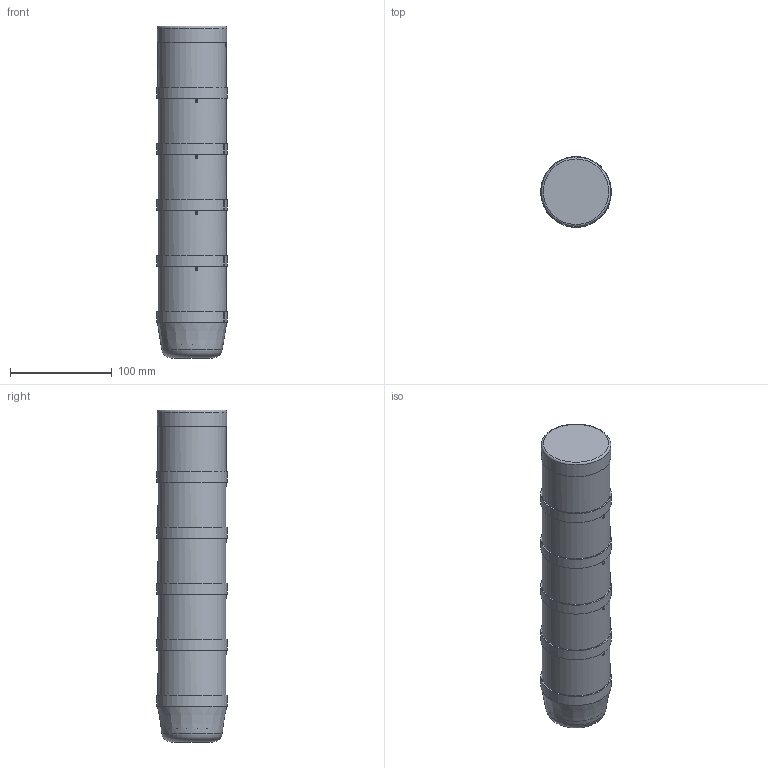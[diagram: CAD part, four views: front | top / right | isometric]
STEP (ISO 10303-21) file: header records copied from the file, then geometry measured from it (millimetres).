
FILE_DESCRIPTION((''),'2;1');
FILE_NAME('127431.stp','2019-10-01T08:45:35',('e.eickhoff'),(''),'Autodesk Inventor 2012','Autodesk Inventor 2012','');
FILE_SCHEMA(('AUTOMOTIVE_DESIGN { 1 0 10303 214 1 1 1 1 }'));
Length unit declared in the file: millimetre
Products named in the file (8): 127431; Deckel; Weiß; Blau; Grundmodule; Grün; Gelb; Rot
Assembly tree (7 placements, depth 2):
  127431
    Deckel
    Weiß
    Blau
    Grundmodule
    Grün
    Gelb
    Rot
Bounding box: 69.35 x 69.39 x 326.8 mm (x, y, z)
Volume: 261252.2 mm3; surface area: 213593.8 mm2
Topology: 7 solids, 7 shells, 140 faces, 264 edges, 175 vertices
Faces by surface type: plane 86, cylinder 49, torus 4, cone 1
Full cylindrical faces by diameter (mm): 15.6 x5, 17.9 x1, 19.6 x5, 20.9 x1, 22.563 x1, 26.5 x1, 28.5 x1, 60.2 x1, 61.5 x5, 63.2 x1, 63.5 x10, 63.7 x1, 63.9 x5, 67 x5, 68.5 x1
Entity records: 3597 total; most frequent: DIRECTION 628, CARTESIAN_POINT 533, ORIENTED_EDGE 418, AXIS2_PLACEMENT_3D 264, EDGE_LOOP 238, EDGE_CURVE 209, VERTEX_POINT 169, FACE_OUTER_BOUND 140
